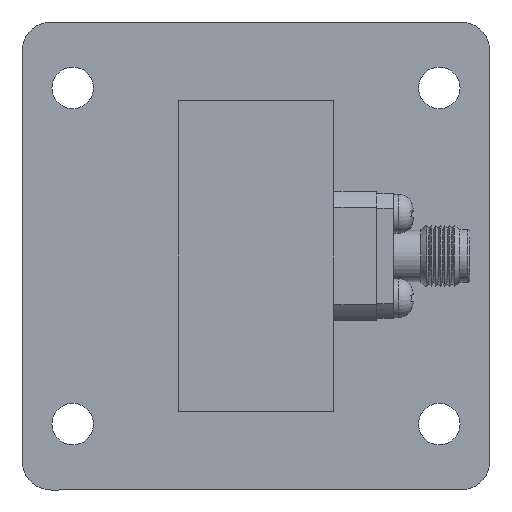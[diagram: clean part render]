
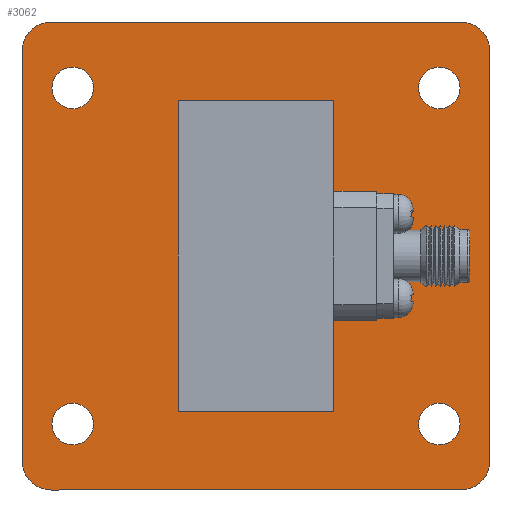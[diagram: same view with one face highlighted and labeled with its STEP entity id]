
A CAD part, left-side view. The second image highlights one B-rep face of the part: STEP entity #3062.
In plain terms, the highlighted planar face has unit normal (-1, 0, 0).
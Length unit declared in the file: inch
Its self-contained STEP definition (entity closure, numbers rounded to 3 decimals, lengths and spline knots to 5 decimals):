
#32 = VECTOR ( 'NONE', #3318, 39.37008 ) ;
#41 = ORIENTED_EDGE ( 'NONE', *, *, #2375, .F. ) ;
#49 = EDGE_LOOP ( 'NONE', ( #1434 ) ) ;
#65 = DIRECTION ( 'NONE',  ( 1., 0., 0. ) ) ;
#66 = CARTESIAN_POINT ( 'NONE',  ( -0.19685, -0.82259, 0.94069 ) ) ;
#69 = CARTESIAN_POINT ( 'NONE',  ( -0.19685, -0.94069, -0.82259 ) ) ;
#85 = VECTOR ( 'NONE', #1195, 39.37008 ) ;
#158 = CARTESIAN_POINT ( 'NONE',  ( -0.19685, -0.82259, -0.94069 ) ) ;
#164 = CARTESIAN_POINT ( 'NONE',  ( -0.19685, -0.7367, 0.59225 ) ) ;
#180 = CARTESIAN_POINT ( 'NONE',  ( -0.19685, 0.94069, -0.82259 ) ) ;
#292 = CARTESIAN_POINT ( 'NONE',  ( -0.19685, -0.94069, 0.82259 ) ) ;
#300 = FACE_BOUND ( 'NONE', #49, .T. ) ;
#307 = LINE ( 'NONE', #993, #1907 ) ;
#332 = VERTEX_POINT ( 'NONE', #1933 ) ;
#345 = ORIENTED_EDGE ( 'NONE', *, *, #1843, .F. ) ;
#348 = EDGE_CURVE ( 'NONE', #4050, #332, #2978, .T. ) ;
#354 = ORIENTED_EDGE ( 'NONE', *, *, #984, .T. ) ;
#359 = DIRECTION ( 'NONE',  ( 0., 0., -1. ) ) ;
#393 = EDGE_CURVE ( 'NONE', #3935, #3118, #307, .T. ) ;
#410 = AXIS2_PLACEMENT_3D ( 'NONE', #2172, #3791, #1866 ) ;
#462 = EDGE_CURVE ( 'NONE', #2474, #2474, #4071, .T. ) ;
#468 = CARTESIAN_POINT ( 'NONE',  ( -0.19685, 0.7367, 0.67567 ) ) ;
#492 = CARTESIAN_POINT ( 'NONE',  ( -0.19685, -0.82259, 0.82259 ) ) ;
#494 = EDGE_LOOP ( 'NONE', ( #354 ) ) ;
#556 = VERTEX_POINT ( 'NONE', #158 ) ;
#630 = AXIS2_PLACEMENT_3D ( 'NONE', #1700, #3946, #2015 ) ;
#647 = DIRECTION ( 'NONE',  ( 0., 1., 0. ) ) ;
#652 = DIRECTION ( 'NONE',  ( 0., 0., 1. ) ) ;
#654 = EDGE_CURVE ( 'NONE', #1525, #2511, #1612, .T. ) ;
#668 = CARTESIAN_POINT ( 'NONE',  ( -0.19685, 0.82259, -0.94069 ) ) ;
#713 = CARTESIAN_POINT ( 'NONE',  ( -0.19685, -0.94069, -0.82259 ) ) ;
#718 = VECTOR ( 'NONE', #647, 39.37008 ) ;
#737 = AXIS2_PLACEMENT_3D ( 'NONE', #3463, #1512, #3766 ) ;
#750 = DIRECTION ( 'NONE',  ( 0., 1., 0. ) ) ;
#782 = CIRCLE ( 'NONE', #3777, 0.08343 ) ;
#789 = DIRECTION ( 'NONE',  ( 0., 0., -1. ) ) ;
#803 = DIRECTION ( 'NONE',  ( 0., 0., -1. ) ) ;
#814 = EDGE_CURVE ( 'NONE', #1342, #1525, #2829, .T. ) ;
#864 = DIRECTION ( 'NONE',  ( 1., 0., 0. ) ) ;
#865 = AXIS2_PLACEMENT_3D ( 'NONE', #1295, #3564, #1621 ) ;
#876 = LINE ( 'NONE', #2004, #32 ) ;
#884 = CARTESIAN_POINT ( 'NONE',  ( -0.19685, 0.82259, -0.82259 ) ) ;
#984 = EDGE_CURVE ( 'NONE', #1517, #1517, #3821, .T. ) ;
#993 = CARTESIAN_POINT ( 'NONE',  ( -0.19685, 0.31277, 0.62467 ) ) ;
#1024 = CIRCLE ( 'NONE', #1513, 0.1181 ) ;
#1047 = FACE_BOUND ( 'NONE', #1737, .T. ) ;
#1061 = ORIENTED_EDGE ( 'NONE', *, *, #1598, .F. ) ;
#1195 = DIRECTION ( 'NONE',  ( 0., -1., 0. ) ) ;
#1200 = DIRECTION ( 'NONE',  ( 0., 0., -1. ) ) ;
#1285 = CARTESIAN_POINT ( 'NONE',  ( -0.19685, 0.82259, -0.94069 ) ) ;
#1295 = CARTESIAN_POINT ( 'NONE',  ( -0.19685, 0.82259, 0.82259 ) ) ;
#1336 = DIRECTION ( 'NONE',  ( 0., 0., -1. ) ) ;
#1342 = VERTEX_POINT ( 'NONE', #3219 ) ;
#1395 = EDGE_CURVE ( 'NONE', #3147, #3147, #782, .T. ) ;
#1406 = ORIENTED_EDGE ( 'NONE', *, *, #2690, .F. ) ;
#1434 = ORIENTED_EDGE ( 'NONE', *, *, #462, .T. ) ;
#1437 = VECTOR ( 'NONE', #750, 39.37008 ) ;
#1510 = CIRCLE ( 'NONE', #737, 0.1181 ) ;
#1512 = DIRECTION ( 'NONE',  ( 1., 0., 0. ) ) ;
#1513 = AXIS2_PLACEMENT_3D ( 'NONE', #884, #3140, #1200 ) ;
#1517 = VERTEX_POINT ( 'NONE', #3665 ) ;
#1525 = VERTEX_POINT ( 'NONE', #3232 ) ;
#1552 = VERTEX_POINT ( 'NONE', #668 ) ;
#1598 = EDGE_CURVE ( 'NONE', #2096, #2241, #1785, .T. ) ;
#1610 = ORIENTED_EDGE ( 'NONE', *, *, #1395, .T. ) ;
#1612 = LINE ( 'NONE', #1786, #3238 ) ;
#1621 = DIRECTION ( 'NONE',  ( 0., 0., -1. ) ) ;
#1700 = CARTESIAN_POINT ( 'NONE',  ( -0.19685, 0.7367, -0.67567 ) ) ;
#1737 = EDGE_LOOP ( 'NONE', ( #3397, #2187, #41, #3481 ) ) ;
#1785 = LINE ( 'NONE', #69, #4129 ) ;
#1786 = CARTESIAN_POINT ( 'NONE',  ( -0.19685, 0.82259, 0.94069 ) ) ;
#1792 = ORIENTED_EDGE ( 'NONE', *, *, #814, .F. ) ;
#1843 = EDGE_CURVE ( 'NONE', #2252, #1342, #876, .T. ) ;
#1866 = DIRECTION ( 'NONE',  ( 0., 0., -1. ) ) ;
#1897 = FACE_BOUND ( 'NONE', #2072, .T. ) ;
#1907 = VECTOR ( 'NONE', #359, 39.37008 ) ;
#1933 = CARTESIAN_POINT ( 'NONE',  ( -0.19685, -0.31277, 0.62467 ) ) ;
#1963 = CARTESIAN_POINT ( 'NONE',  ( -0.19685, -0.7367, -0.67567 ) ) ;
#1992 = ORIENTED_EDGE ( 'NONE', *, *, #3896, .F. ) ;
#1998 = CARTESIAN_POINT ( 'NONE',  ( -0.19685, -0.31277, -0.62467 ) ) ;
#1999 = FACE_OUTER_BOUND ( 'NONE', #3747, .T. ) ;
#2004 = CARTESIAN_POINT ( 'NONE',  ( -0.19685, 0.94069, -0.82259 ) ) ;
#2015 = DIRECTION ( 'NONE',  ( 0., 0., -1. ) ) ;
#2052 = CARTESIAN_POINT ( 'NONE',  ( -0.19685, -0.7367, -0.7591 ) ) ;
#2072 = EDGE_LOOP ( 'NONE', ( #2934 ) ) ;
#2096 = VERTEX_POINT ( 'NONE', #292 ) ;
#2172 = CARTESIAN_POINT ( 'NONE',  ( -0.19685, 0.82259, -0.82259 ) ) ;
#2187 = ORIENTED_EDGE ( 'NONE', *, *, #348, .F. ) ;
#2241 = VERTEX_POINT ( 'NONE', #713 ) ;
#2252 = VERTEX_POINT ( 'NONE', #180 ) ;
#2282 = DIRECTION ( 'NONE',  ( 0., 0., -1. ) ) ;
#2285 = LINE ( 'NONE', #2988, #1437 ) ;
#2303 = VECTOR ( 'NONE', #652, 39.37008 ) ;
#2349 = EDGE_CURVE ( 'NONE', #3695, #3695, #3488, .T. ) ;
#2375 = EDGE_CURVE ( 'NONE', #3118, #4050, #3396, .T. ) ;
#2423 = DIRECTION ( 'NONE',  ( 0., -1., 0. ) ) ;
#2436 = EDGE_CURVE ( 'NONE', #556, #1552, #3934, .T. ) ;
#2470 = CARTESIAN_POINT ( 'NONE',  ( -0.19685, 0.31277, -0.62467 ) ) ;
#2474 = VERTEX_POINT ( 'NONE', #2689 ) ;
#2511 = VERTEX_POINT ( 'NONE', #66 ) ;
#2558 = EDGE_CURVE ( 'NONE', #2511, #2096, #3729, .T. ) ;
#2689 = CARTESIAN_POINT ( 'NONE',  ( -0.19685, 0.7367, -0.7591 ) ) ;
#2690 = EDGE_CURVE ( 'NONE', #2241, #556, #1510, .T. ) ;
#2715 = DIRECTION ( 'NONE',  ( 1., 0., 0. ) ) ;
#2736 = DIRECTION ( 'NONE',  ( 1., 0., 0. ) ) ;
#2752 = FACE_BOUND ( 'NONE', #494, .T. ) ;
#2760 = ORIENTED_EDGE ( 'NONE', *, *, #654, .F. ) ;
#2788 = CARTESIAN_POINT ( 'NONE',  ( -0.19685, -0.7367, 0.67567 ) ) ;
#2829 = CIRCLE ( 'NONE', #865, 0.1181 ) ;
#2893 = CARTESIAN_POINT ( 'NONE',  ( -0.19685, 0.31277, 0.62467 ) ) ;
#2907 = CARTESIAN_POINT ( 'NONE',  ( -0.19685, -0.31277, 0.62467 ) ) ;
#2934 = ORIENTED_EDGE ( 'NONE', *, *, #2349, .T. ) ;
#2967 = ORIENTED_EDGE ( 'NONE', *, *, #2436, .F. ) ;
#2978 = LINE ( 'NONE', #2907, #2303 ) ;
#2979 = AXIS2_PLACEMENT_3D ( 'NONE', #492, #2736, #803 ) ;
#2988 = CARTESIAN_POINT ( 'NONE',  ( -0.19685, 0.31277, 0.62467 ) ) ;
#3062 = ADVANCED_FACE ( 'NONE', ( #1999, #300, #3618, #2752, #1897, #1047 ), #3159, .F. ) ;
#3118 = VERTEX_POINT ( 'NONE', #3802 ) ;
#3122 = DIRECTION ( 'NONE',  ( 0., 0., -1. ) ) ;
#3140 = DIRECTION ( 'NONE',  ( 1., 0., 0. ) ) ;
#3147 = VERTEX_POINT ( 'NONE', #2052 ) ;
#3159 = PLANE ( 'NONE',  #410 ) ;
#3212 = AXIS2_PLACEMENT_3D ( 'NONE', #2788, #864, #3122 ) ;
#3219 = CARTESIAN_POINT ( 'NONE',  ( -0.19685, 0.94069, 0.82259 ) ) ;
#3232 = CARTESIAN_POINT ( 'NONE',  ( -0.19685, 0.82259, 0.94069 ) ) ;
#3238 = VECTOR ( 'NONE', #2423, 39.37008 ) ;
#3245 = AXIS2_PLACEMENT_3D ( 'NONE', #468, #2715, #789 ) ;
#3318 = DIRECTION ( 'NONE',  ( 0., 0., 1. ) ) ;
#3396 = LINE ( 'NONE', #2470, #85 ) ;
#3397 = ORIENTED_EDGE ( 'NONE', *, *, #3471, .F. ) ;
#3463 = CARTESIAN_POINT ( 'NONE',  ( -0.19685, -0.82259, -0.82259 ) ) ;
#3471 = EDGE_CURVE ( 'NONE', #332, #3935, #2285, .T. ) ;
#3481 = ORIENTED_EDGE ( 'NONE', *, *, #393, .F. ) ;
#3488 = CIRCLE ( 'NONE', #3212, 0.08343 ) ;
#3553 = EDGE_LOOP ( 'NONE', ( #1610 ) ) ;
#3564 = DIRECTION ( 'NONE',  ( 1., 0., 0. ) ) ;
#3618 = FACE_BOUND ( 'NONE', #3553, .T. ) ;
#3665 = CARTESIAN_POINT ( 'NONE',  ( -0.19685, 0.7367, 0.59225 ) ) ;
#3695 = VERTEX_POINT ( 'NONE', #164 ) ;
#3729 = CIRCLE ( 'NONE', #2979, 0.1181 ) ;
#3747 = EDGE_LOOP ( 'NONE', ( #1992, #2967, #1406, #1061, #3752, #2760, #1792, #345 ) ) ;
#3752 = ORIENTED_EDGE ( 'NONE', *, *, #2558, .F. ) ;
#3766 = DIRECTION ( 'NONE',  ( 0., 0., -1. ) ) ;
#3777 = AXIS2_PLACEMENT_3D ( 'NONE', #1963, #65, #2282 ) ;
#3791 = DIRECTION ( 'NONE',  ( 1., 0., 0. ) ) ;
#3802 = CARTESIAN_POINT ( 'NONE',  ( -0.19685, 0.31277, -0.62467 ) ) ;
#3821 = CIRCLE ( 'NONE', #3245, 0.08343 ) ;
#3896 = EDGE_CURVE ( 'NONE', #1552, #2252, #1024, .T. ) ;
#3934 = LINE ( 'NONE', #1285, #718 ) ;
#3935 = VERTEX_POINT ( 'NONE', #2893 ) ;
#3946 = DIRECTION ( 'NONE',  ( 1., 0., 0. ) ) ;
#4050 = VERTEX_POINT ( 'NONE', #1998 ) ;
#4071 = CIRCLE ( 'NONE', #630, 0.08343 ) ;
#4129 = VECTOR ( 'NONE', #1336, 39.37008 ) ;
